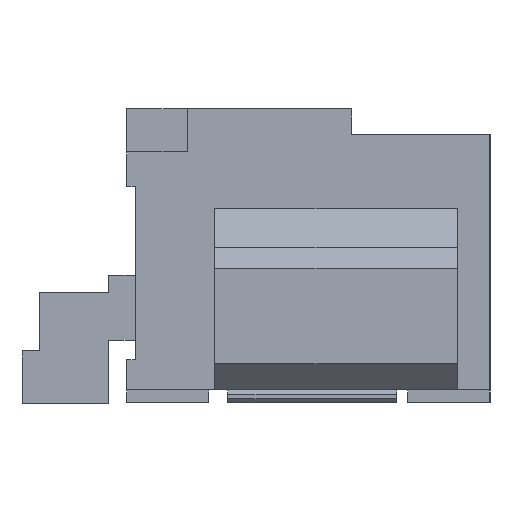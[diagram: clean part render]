
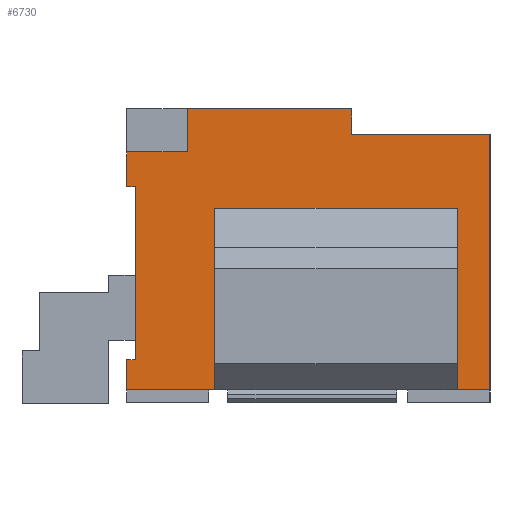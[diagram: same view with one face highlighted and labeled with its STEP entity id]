
A CAD part, left-side view. The second image highlights one B-rep face of the part: STEP entity #6730.
In plain terms, the highlighted planar face has unit normal (-1, 0, 0).
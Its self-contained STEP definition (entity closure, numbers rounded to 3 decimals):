
#1042=ORIENTED_EDGE('',*,*,#1665,.F.);
#1043=ORIENTED_EDGE('',*,*,#1913,.T.);
#1044=ORIENTED_EDGE('',*,*,#1896,.F.);
#1045=ORIENTED_EDGE('',*,*,#1881,.F.);
#1046=ORIENTED_EDGE('',*,*,#1850,.T.);
#1047=ORIENTED_EDGE('',*,*,#1838,.F.);
#1048=ORIENTED_EDGE('',*,*,#1834,.T.);
#1049=ORIENTED_EDGE('',*,*,#1853,.T.);
#1050=ORIENTED_EDGE('',*,*,#1750,.F.);
#1051=ORIENTED_EDGE('',*,*,#1854,.F.);
#1052=ORIENTED_EDGE('',*,*,#1754,.F.);
#1053=ORIENTED_EDGE('',*,*,#1989,.T.);
#1054=ORIENTED_EDGE('',*,*,#1672,.F.);
#1055=ORIENTED_EDGE('',*,*,#1872,.T.);
#1056=ORIENTED_EDGE('',*,*,#1870,.T.);
#1057=ORIENTED_EDGE('',*,*,#1717,.T.);
#1665=EDGE_CURVE('',#2297,#2298,#2825,.T.);
#1672=EDGE_CURVE('',#2304,#2305,#2832,.T.);
#1717=EDGE_CURVE('',#2343,#2298,#2877,.T.);
#1750=EDGE_CURVE('',#2363,#2364,#2910,.T.);
#1754=EDGE_CURVE('',#2367,#2368,#2914,.T.);
#1834=EDGE_CURVE('',#2428,#2427,#2994,.T.);
#1838=EDGE_CURVE('',#2428,#2431,#2998,.T.);
#1850=EDGE_CURVE('',#2432,#2431,#3010,.T.);
#1853=EDGE_CURVE('',#2427,#2364,#3013,.T.);
#1854=EDGE_CURVE('',#2368,#2363,#3014,.T.);
#1870=EDGE_CURVE('',#2441,#2343,#3030,.T.);
#1872=EDGE_CURVE('',#2304,#2441,#3032,.T.);
#1881=EDGE_CURVE('',#2432,#2447,#3041,.T.);
#1896=EDGE_CURVE('',#2447,#2457,#3056,.T.);
#1913=EDGE_CURVE('',#2297,#2457,#3073,.T.);
#1989=EDGE_CURVE('',#2367,#2305,#3149,.T.);
#2297=VERTEX_POINT('',#8772);
#2298=VERTEX_POINT('',#8774);
#2304=VERTEX_POINT('',#8786);
#2305=VERTEX_POINT('',#8788);
#2343=VERTEX_POINT('',#8881);
#2363=VERTEX_POINT('',#8946);
#2364=VERTEX_POINT('',#8947);
#2367=VERTEX_POINT('',#8955);
#2368=VERTEX_POINT('',#8956);
#2427=VERTEX_POINT('',#9122);
#2428=VERTEX_POINT('',#9124);
#2431=VERTEX_POINT('',#9132);
#2432=VERTEX_POINT('',#9136);
#2441=VERTEX_POINT('',#9181);
#2447=VERTEX_POINT('',#9205);
#2457=VERTEX_POINT('',#9235);
#2825=LINE('',#8773,#3525);
#2832=LINE('',#8787,#3532);
#2877=LINE('',#8880,#3577);
#2910=LINE('',#8945,#3610);
#2914=LINE('',#8954,#3614);
#2994=LINE('',#9123,#3694);
#2998=LINE('',#9131,#3698);
#3010=LINE('',#9148,#3710);
#3013=LINE('',#9153,#3713);
#3014=LINE('',#9155,#3714);
#3030=LINE('',#9184,#3730);
#3032=LINE('',#9188,#3732);
#3041=LINE('',#9204,#3741);
#3056=LINE('',#9234,#3756);
#3073=LINE('',#9267,#3773);
#3149=LINE('',#9414,#3849);
#3525=VECTOR('',#7467,1000.);
#3532=VECTOR('',#7474,1000.);
#3577=VECTOR('',#7539,1000.);
#3610=VECTOR('',#7596,1000.);
#3614=VECTOR('',#7602,1000.);
#3694=VECTOR('',#7738,1000.);
#3698=VECTOR('',#7744,1000.);
#3710=VECTOR('',#7758,1000.);
#3713=VECTOR('',#7765,1000.);
#3714=VECTOR('',#7768,1000.);
#3730=VECTOR('',#7794,1000.);
#3732=VECTOR('',#7800,1000.);
#3741=VECTOR('',#7815,1000.);
#3756=VECTOR('',#7840,1000.);
#3773=VECTOR('',#7871,1000.);
#3849=VECTOR('',#7995,1000.);
#4176=EDGE_LOOP('',(#1042,#1043,#1044,#1045,#1046,#1047,#1048,#1049,#1050,
#1051,#1052,#1053,#1054,#1055,#1056,#1057));
#4442=FACE_BOUND('',#4176,.T.);
#4696=PLANE('',#6991);
#6730=ADVANCED_FACE('',(#4442),#4696,.T.);
#6991=AXIS2_PLACEMENT_3D('',#9413,#7993,#7994);
#7467=DIRECTION('',(0.,1.,0.));
#7474=DIRECTION('',(0.,1.,0.));
#7539=DIRECTION('',(0.,0.,-1.));
#7596=DIRECTION('',(0.,1.,0.));
#7602=DIRECTION('',(0.,-1.,0.));
#7738=DIRECTION('',(0.,1.,0.));
#7744=DIRECTION('',(0.,0.,1.));
#7758=DIRECTION('',(0.,1.,0.));
#7765=DIRECTION('',(0.,0.,-1.));
#7768=DIRECTION('',(0.,0.,1.));
#7794=DIRECTION('',(0.,-1.,0.));
#7800=DIRECTION('',(0.,0.,1.));
#7815=DIRECTION('',(0.,0.,-1.));
#7840=DIRECTION('',(0.,-1.,0.));
#7871=DIRECTION('',(0.,0.,1.));
#7993=DIRECTION('',(-1.,0.,0.));
#7994=DIRECTION('',(0.,0.,1.));
#7995=DIRECTION('',(0.,0.,-1.));
#8772=CARTESIAN_POINT('',(-4.625,-2.1,-1.55));
#8773=CARTESIAN_POINT('',(-4.625,0.,-1.55));
#8774=CARTESIAN_POINT('',(-4.625,-1.72,-1.55));
#8786=CARTESIAN_POINT('',(-4.625,1.08,-1.55));
#8787=CARTESIAN_POINT('',(-4.625,0.,-1.55));
#8788=CARTESIAN_POINT('',(-4.625,2.1,-1.55));
#8880=CARTESIAN_POINT('',(-4.625,-1.72,0.1));
#8881=CARTESIAN_POINT('',(-4.625,-1.72,0.55));
#8945=CARTESIAN_POINT('',(-4.625,0.,0.8));
#8946=CARTESIAN_POINT('',(-4.625,2.,0.8));
#8947=CARTESIAN_POINT('',(-4.625,2.1,0.8));
#8954=CARTESIAN_POINT('',(-4.625,0.,-1.2));
#8955=CARTESIAN_POINT('',(-4.625,2.1,-1.2));
#8956=CARTESIAN_POINT('',(-4.625,2.,-1.2));
#9122=CARTESIAN_POINT('',(-4.625,2.1,1.2));
#9123=CARTESIAN_POINT('',(-4.625,1.4,1.2));
#9124=CARTESIAN_POINT('',(-4.625,1.4,1.2));
#9131=CARTESIAN_POINT('',(-4.625,1.4,1.2));
#9132=CARTESIAN_POINT('',(-4.625,1.4,1.7));
#9136=CARTESIAN_POINT('',(-4.625,-0.5,1.7));
#9148=CARTESIAN_POINT('',(-4.625,-2.1,1.7));
#9153=CARTESIAN_POINT('',(-4.625,2.1,1.7));
#9155=CARTESIAN_POINT('',(-4.625,2.,0.));
#9181=CARTESIAN_POINT('',(-4.625,1.08,0.55));
#9184=CARTESIAN_POINT('',(-4.625,-1.72,0.55));
#9188=CARTESIAN_POINT('',(-4.625,1.08,-1.7));
#9204=CARTESIAN_POINT('',(-4.625,-0.5,0.));
#9205=CARTESIAN_POINT('',(-4.625,-0.5,1.4));
#9234=CARTESIAN_POINT('',(-4.625,0.,1.4));
#9235=CARTESIAN_POINT('',(-4.625,-2.1,1.4));
#9267=CARTESIAN_POINT('',(-4.625,-2.1,-1.7));
#9413=CARTESIAN_POINT('',(-4.625,0.,0.));
#9414=CARTESIAN_POINT('',(-4.625,2.1,1.7));
